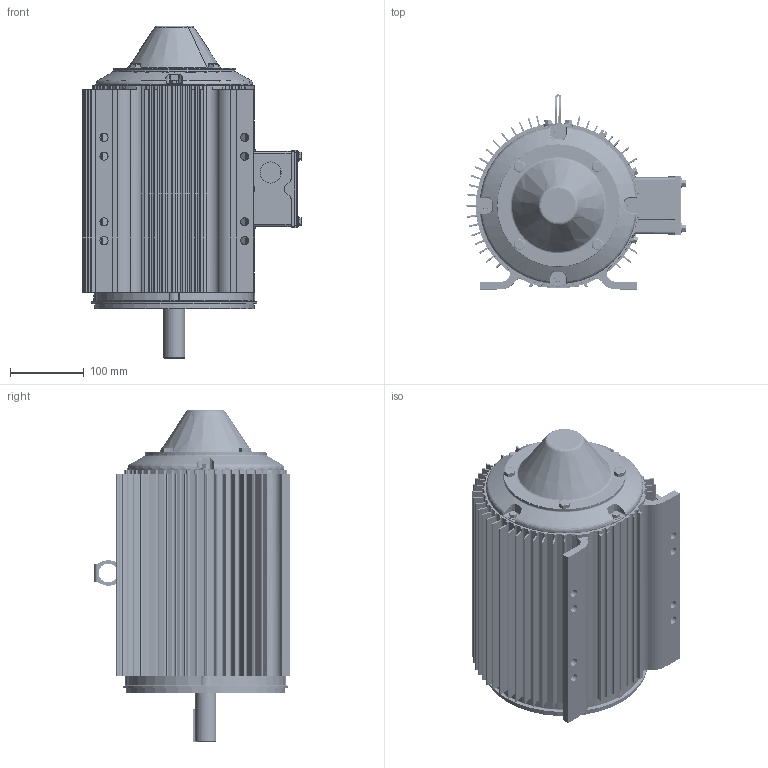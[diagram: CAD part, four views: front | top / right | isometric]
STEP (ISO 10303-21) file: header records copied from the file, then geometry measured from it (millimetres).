
FILE_DESCRIPTION (( 'STEP AP203' ), '1' );
FILE_NAME ('036109ME-1100_Rev02.STEP', '2017-09-05T07:35:45', ( '' ), ( '' ), 'SwSTEP 2.0', 'SolidWorks 2015', '' );
FILE_SCHEMA (( 'CONFIG_CONTROL_DESIGN' ));
Products named in the file (1): 036109ME-1100_Rev02
Bounding box: 297.13 x 264.33 x 449.6 mm (x, y, z)
Volume: 2664952 mm3; surface area: 1244440.7 mm2
Topology: 31 solids, 31 shells, 4727 faces, 11806 edges, 6866 vertices
Faces by surface type: bspline 1633, cylinder 1056, plane 928, torus 519, cone 361, sphere 230
Entity records: 191570 total; most frequent: CARTESIAN_POINT 92857, ORIENTED_EDGE 22878, DIRECTION 18212, EDGE_CURVE 11439, AXIS2_PLACEMENT_3D 7821, VERTEX_POINT 6814, EDGE_LOOP 4945, FACE_OUTER_BOUND 4727
